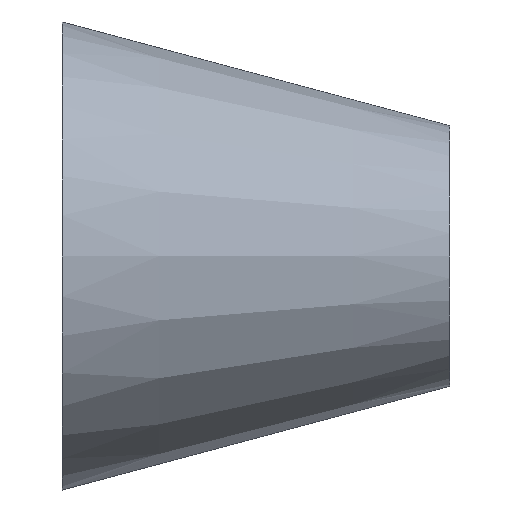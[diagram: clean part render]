
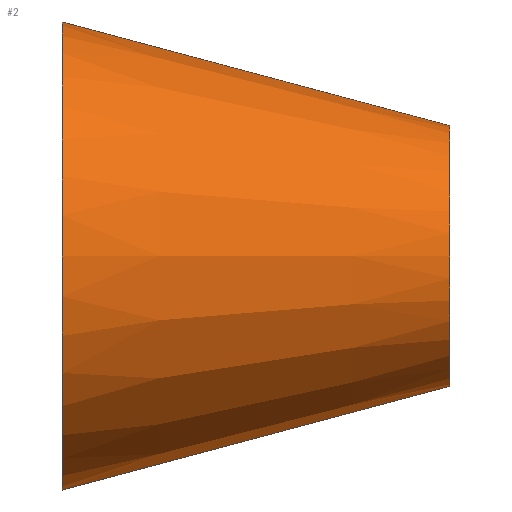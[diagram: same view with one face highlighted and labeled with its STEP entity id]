
A CAD part, front view. The second image highlights one B-rep face of the part: STEP entity #2.
In plain terms, the highlighted conical face has half-angle 14.976 degrees and reference radius 13.45 mm.
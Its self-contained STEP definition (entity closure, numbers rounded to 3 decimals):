
#1 = AXIS2_PLACEMENT_3D ( 'NONE', #30, #106, #176 ) ;
#2 = ADVANCED_FACE ( 'NONE', ( #82 ), #111, .T. ) ;
#5 = LINE ( 'NONE', #202, #165 ) ;
#8 = VERTEX_POINT ( 'NONE', #122 ) ;
#10 = CARTESIAN_POINT ( 'NONE',  ( 40., 0., 0. ) ) ;
#14 = LINE ( 'NONE', #160, #91 ) ;
#15 = EDGE_CURVE ( 'NONE', #97, #120, #5, .T. ) ;
#19 = CARTESIAN_POINT ( 'NONE',  ( 0., 0., -24.15 ) ) ;
#24 = EDGE_CURVE ( 'NONE', #137, #97, #170, .T. ) ;
#30 = CARTESIAN_POINT ( 'NONE',  ( 40., 0., 0. ) ) ;
#63 = EDGE_CURVE ( 'NONE', #137, #8, #14, .T. ) ;
#65 = DIRECTION ( 'NONE',  ( -1., 0., 0. ) ) ;
#74 = CARTESIAN_POINT ( 'NONE',  ( 0., 0., 0. ) ) ;
#82 = FACE_OUTER_BOUND ( 'NONE', #169, .T. ) ;
#91 = VECTOR ( 'NONE', #161, 1000. ) ;
#97 = VERTEX_POINT ( 'NONE', #109 ) ;
#106 = DIRECTION ( 'NONE',  ( 1., 0., 0. ) ) ;
#109 = CARTESIAN_POINT ( 'NONE',  ( 40., 0., -13.45 ) ) ;
#111 = CONICAL_SURFACE ( 'NONE', #192, 13.45, 0.261 ) ;
#120 = VERTEX_POINT ( 'NONE', #19 ) ;
#122 = CARTESIAN_POINT ( 'NONE',  ( 0., 0., 24.15 ) ) ;
#125 = CARTESIAN_POINT ( 'NONE',  ( 40., 0., 13.45 ) ) ;
#130 = CIRCLE ( 'NONE', #226, 24.15 ) ;
#136 = ORIENTED_EDGE ( 'NONE', *, *, #24, .F. ) ;
#137 = VERTEX_POINT ( 'NONE', #125 ) ;
#153 = DIRECTION ( 'NONE',  ( -0.966, 0., -0.258 ) ) ;
#158 = DIRECTION ( 'NONE',  ( 0., 0., 1. ) ) ;
#160 = CARTESIAN_POINT ( 'NONE',  ( 40., 0., 13.45 ) ) ;
#161 = DIRECTION ( 'NONE',  ( -0.966, 0., 0.258 ) ) ;
#163 = DIRECTION ( 'NONE',  ( 1., 0., 0. ) ) ;
#165 = VECTOR ( 'NONE', #153, 1000. ) ;
#169 = EDGE_LOOP ( 'NONE', ( #215, #136, #242, #236 ) ) ;
#170 = CIRCLE ( 'NONE', #1, 13.45 ) ;
#176 = DIRECTION ( 'NONE',  ( 0., 0., -1. ) ) ;
#192 = AXIS2_PLACEMENT_3D ( 'NONE', #10, #65, #158 ) ;
#202 = CARTESIAN_POINT ( 'NONE',  ( 40., 0., -13.45 ) ) ;
#210 = DIRECTION ( 'NONE',  ( 0., 0., -1. ) ) ;
#215 = ORIENTED_EDGE ( 'NONE', *, *, #15, .F. ) ;
#226 = AXIS2_PLACEMENT_3D ( 'NONE', #74, #163, #210 ) ;
#236 = ORIENTED_EDGE ( 'NONE', *, *, #240, .T. ) ;
#240 = EDGE_CURVE ( 'NONE', #8, #120, #130, .T. ) ;
#242 = ORIENTED_EDGE ( 'NONE', *, *, #63, .T. ) ;
